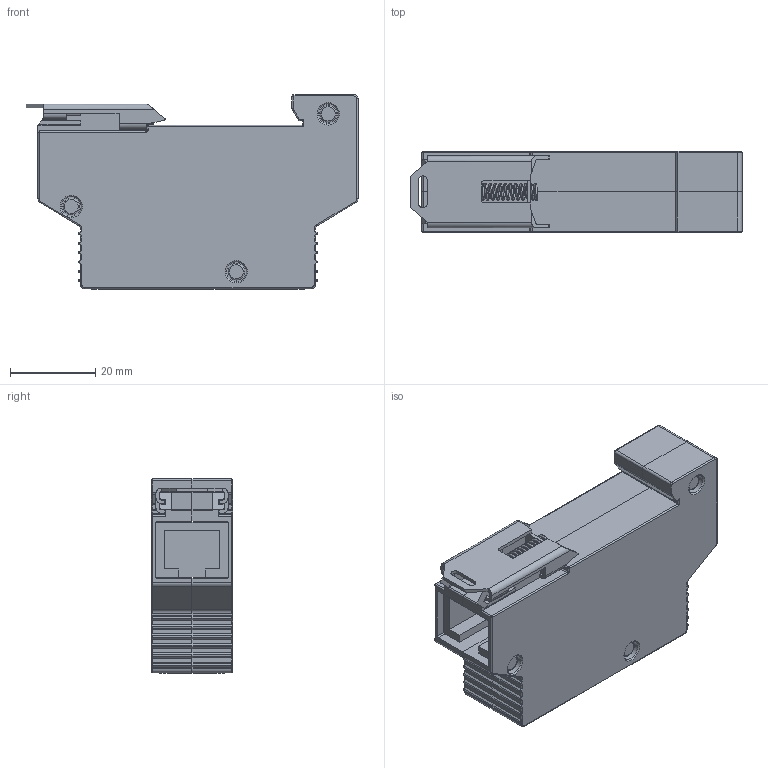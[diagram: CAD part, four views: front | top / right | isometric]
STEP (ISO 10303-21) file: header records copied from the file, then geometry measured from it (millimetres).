
FILE_DESCRIPTION((''),'2;1');
FILE_NAME('706318000_ASM','2018-09-04T13:08:53',('Sebastjan.kamensek'),('Audax d.o.o.'),'CREO PARAMETRIC BY PTC INC, 2017260','CREO PARAMETRIC BY PTC INC, 2017260','');
FILE_SCHEMA(('AP242_MANAGED_MODEL_BASED_3D_ENGINEERING_MIM_LF { 1 0 10303 442 1 1 4 }'));
Length unit declared in the file: millimetre
Products named in the file (11): OHISJE_GORNJE__1; OHISJE_SPODNJE__1; VTIC_ZENSKI__1; SES_TIV_SPODNJI__ASM_1_ASM; 505500135_VZMET_TLACNA_3_9X13__; TIV__ASM_1_ASM; 322001103_VSKOCKA_2__1; KOVICA__1; NALEPKA__1; LZ_NET_6_ASM_1_ASM; 706318000_ASM
Assembly tree (13 placements, depth 5):
  706318000_ASM
    LZ_NET_6_ASM_1_ASM
      OHISJE_GORNJE__1
      OHISJE_SPODNJE__1
      TIV__ASM_1_ASM
        SES_TIV_SPODNJI__ASM_1_ASM
          VTIC_ZENSKI__1  x2
        505500135_VZMET_TLACNA_3_9X13__
      322001103_VSKOCKA_2__1
      KOVICA__1  x3
      NALEPKA__1
Bounding box: 77.8 x 19 x 45.6 mm (x, y, z)
Volume: 20699 mm3; surface area: 27511.1 mm2
Topology: 10 solids, 10 shells, 861 faces, 2288 edges, 1419 vertices
Faces by surface type: plane 395, cylinder 330, torus 50, sphere 44, bspline 24, cone 18
Entity records: 37227 total; most frequent: CARTESIAN_POINT 9890, DIRECTION 4234, ORIENTED_EDGE 4216, EDGE_CURVE 2108, PRESENTATION_STYLE_ASSIGNMENT 1988, STYLED_ITEM 1963, CURVE_STYLE 1878, AXIS2_PLACEMENT_3D 1471
